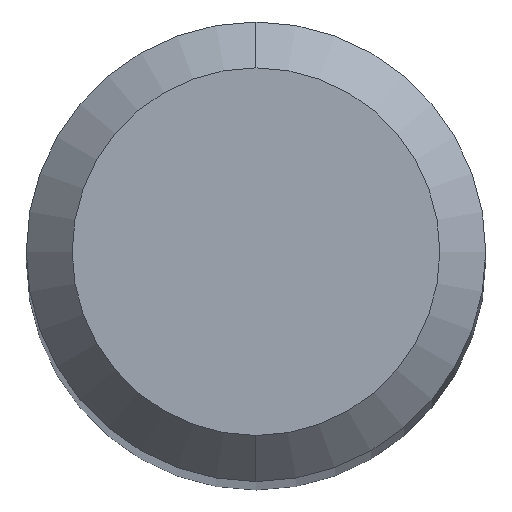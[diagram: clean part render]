
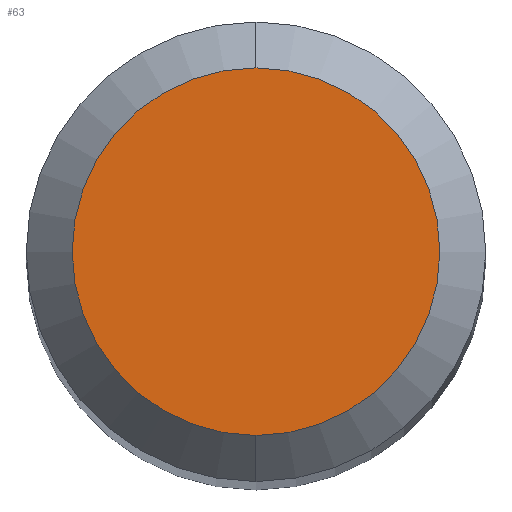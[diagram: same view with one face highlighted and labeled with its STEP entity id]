
A CAD part, top view. The second image highlights one B-rep face of the part: STEP entity #63.
In plain terms, the highlighted planar face has unit normal (0, 0, 1).
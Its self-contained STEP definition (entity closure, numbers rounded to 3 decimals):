
#63=ADVANCED_FACE('',(#138),#139,.T.);
#138=FACE_OUTER_BOUND('',#226,.T.);
#139=PLANE('',#227);
#226=EDGE_LOOP('',(#327,#328));
#227=AXIS2_PLACEMENT_3D('',#329,#330,#331);
#327=ORIENTED_EDGE('',*,*,#478,.F.);
#328=ORIENTED_EDGE('',*,*,#481,.F.);
#329=CARTESIAN_POINT('',(0.,0.8,42.513));
#330=DIRECTION('',(0.,0.0,1.0));
#331=DIRECTION('',(0.0,-1.0,0.0));
#478=EDGE_CURVE('',#570,#572,#573,.T.);
#481=EDGE_CURVE('',#572,#570,#576,.T.);
#570=VERTEX_POINT('',#666);
#572=VERTEX_POINT('',#669);
#573=CIRCLE('',#670,1.6);
#576=CIRCLE('',#674,1.6);
#666=CARTESIAN_POINT('',(0.,1.6,42.513));
#669=CARTESIAN_POINT('',(0.,-1.6,42.513));
#670=AXIS2_PLACEMENT_3D('',#756,#757,#758);
#674=AXIS2_PLACEMENT_3D('',#760,#761,#762);
#756=CARTESIAN_POINT('',(0.,0.0,42.513));
#757=DIRECTION('',(0.,0.0,-1.0));
#758=DIRECTION('',(0.0,1.0,0.0));
#760=CARTESIAN_POINT('',(0.,0.0,42.513));
#761=DIRECTION('',(0.,0.0,-1.0));
#762=DIRECTION('',(0.0,1.0,0.0));
